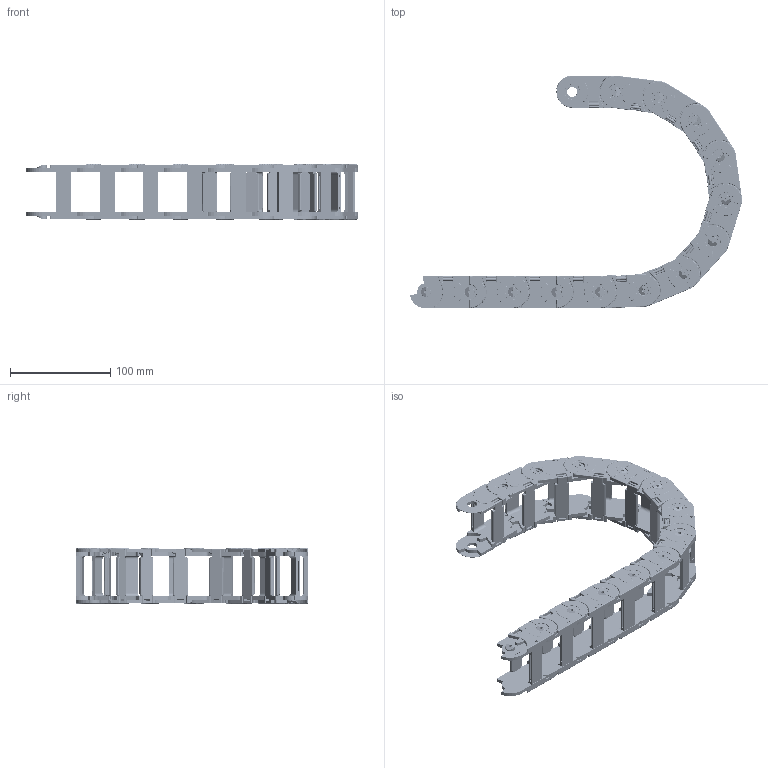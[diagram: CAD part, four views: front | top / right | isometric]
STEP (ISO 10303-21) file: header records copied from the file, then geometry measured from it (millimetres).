
FILE_DESCRIPTION (( 'STEP AP214' ), '1' );
FILE_NAME ('CK24-A040-R200-J.STEP', '2019-09-02T14:49:21', ( '' ), ( '' ), 'SwSTEP 2.0', 'SolidWorks 2017', '' );
FILE_SCHEMA (( 'AUTOMOTIVE_DESIGN' ));
Length unit declared in the file: millimetre
Products named in the file (2): CK24-A025-R040; CK24-A040-R200-J
Assembly tree (13 placements, depth 2):
  CK24-A040-R200-J
    CK24-A025-R040  x13
Bounding box: 331.82 x 232.5 x 55 mm (x, y, z)
Volume: 278730.8 mm3; surface area: 188779.4 mm2
Topology: 26 solids, 26 shells, 7761 faces, 19669 edges, 12116 vertices
Faces by surface type: plane 3341, cylinder 2236, bspline 1079, torus 741, sphere 364
Entity records: 22145 total; most frequent: CARTESIAN_POINT 8087, ORIENTED_EDGE 2994, DIRECTION 2799, EDGE_CURVE 1497, AXIS2_PLACEMENT_3D 960, VERTEX_POINT 932, LINE 879, VECTOR 879
